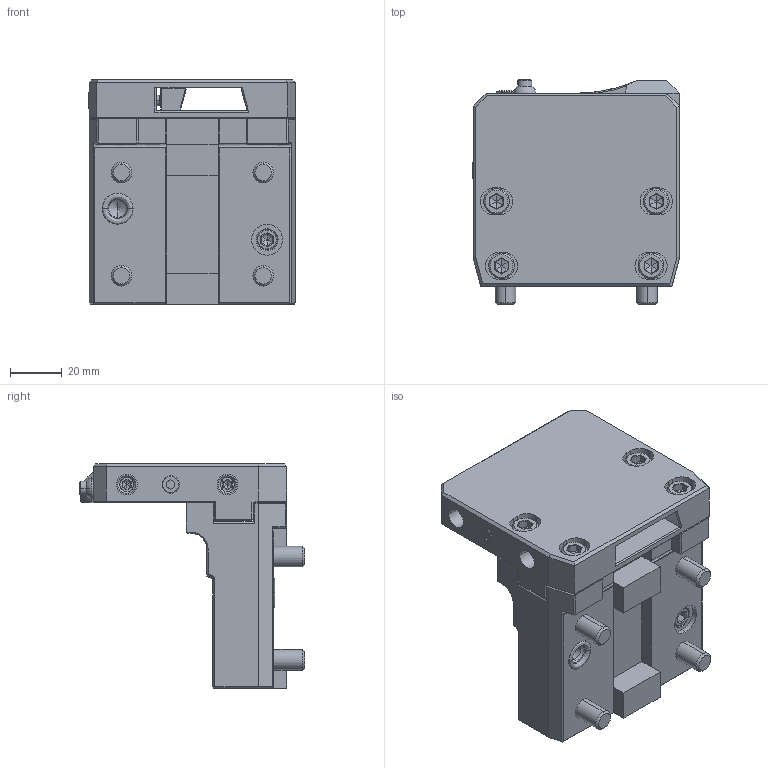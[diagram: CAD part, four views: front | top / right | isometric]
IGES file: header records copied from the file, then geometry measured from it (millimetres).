
Start section:  PTC IGES file: ngt_cl_44_26_nt.igs
Global section: file name: ngt_cl_44_26_nt.igs; native system: Pro/ENGINEER by Parametric Technology Corporation; preprocessor: 2010280; author: vali; organization: Unknown; date: 20210113.085121; units: millimetre
Bounding box: 80.26 x 87.45 x 87 mm (x, y, z)
Volume: 199599.4 mm3; surface area: 47927.1 mm2
Topology: 1 solids, 1 shells, 486 faces, 1174 edges, 693 vertices
Faces by surface type: bspline 315, revolution 171
